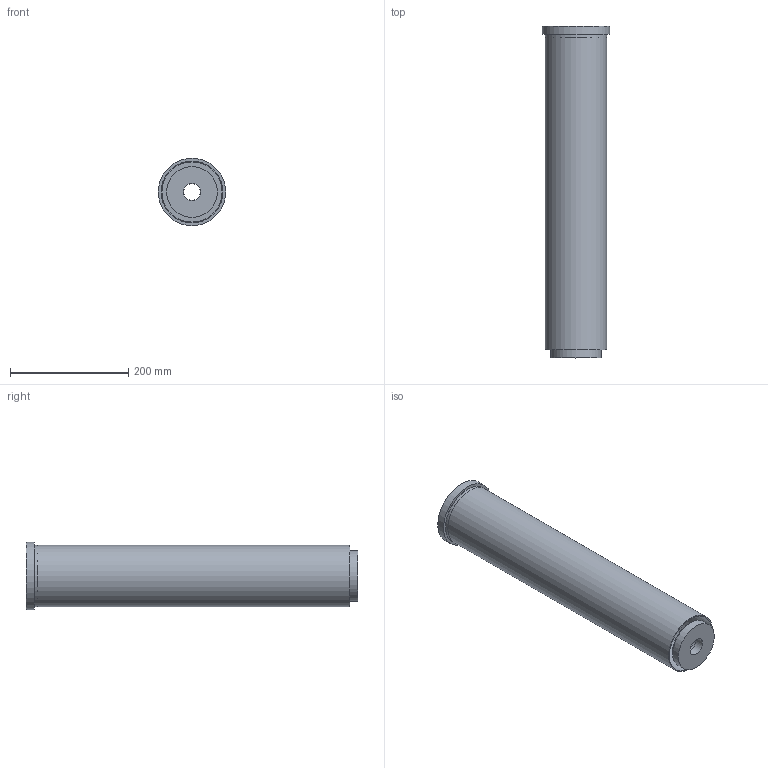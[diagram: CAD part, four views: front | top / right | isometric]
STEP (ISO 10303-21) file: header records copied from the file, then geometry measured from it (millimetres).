
FILE_DESCRIPTION((''),'2;1');
FILE_NAME('AC#2-4000_R0.iam.stp','2016-10-13T14:12:32',(''),(''),'Autodesk Inventor 2009','Autodesk Inventor 2009','');
FILE_SCHEMA(('AUTOMOTIVE_DESIGN { 1 0 10303 214 1 1 1 1 }'));
Length unit declared in the file: inch
Products named in the file (4): AC#2-4000_R0; AC-2B-2000; AC-4000-TUBE; AC-2T-4000
Assembly tree (3 placements, depth 2):
  AC#2-4000_R0
    AC-2B-2000
    AC-4000-TUBE
    AC-2T-4000
Bounding box: 114.3 x 562.1 x 114.3 mm (x, y, z)
Volume: 527883.8 mm3; surface area: 392405.9 mm2
Topology: 3 solids, 3 shells, 20 faces, 32 edges, 22 vertices
Faces by surface type: plane 8, bspline 6, cylinder 6
Full cylindrical faces by diameter (mm): 74.93 x1, 85.852 x1, 101.727 x1, 103.886 x1, 104.775 x1, 114.3 x1
Entity records: 588 total; most frequent: CARTESIAN_POINT 141, DIRECTION 82, AXIS2_PLACEMENT_3D 41, ORIENTED_EDGE 40, EDGE_LOOP 40, VERTEX_POINT 20, CIRCLE 20, EDGE_CURVE 20
